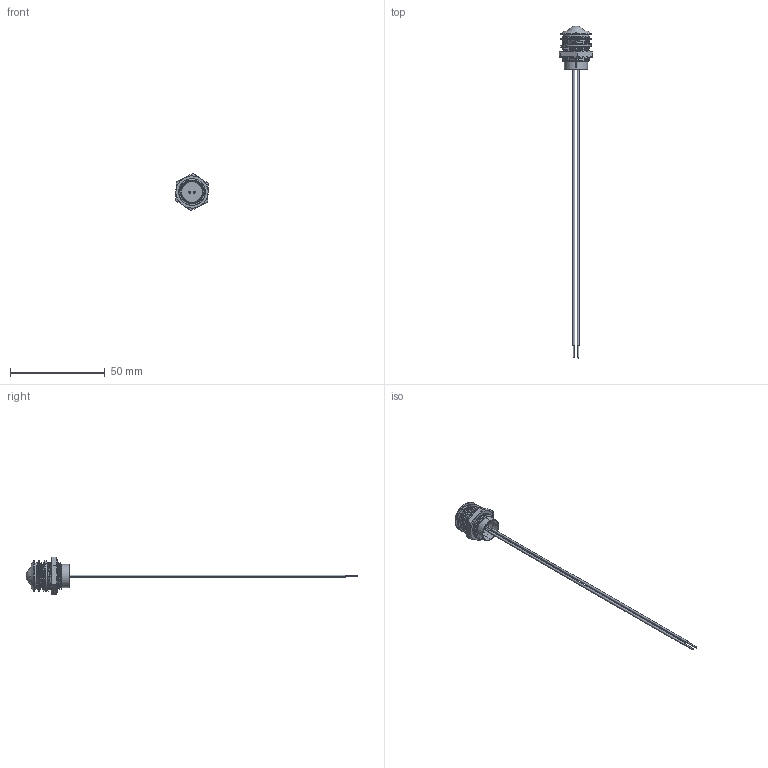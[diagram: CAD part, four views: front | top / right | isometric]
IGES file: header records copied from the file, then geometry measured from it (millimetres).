
Start section: SolidWorks IGES file using analytic representation for surfaces
Global section: file name: CL-1.IGS; native system: SolidWorks 2018; preprocessor: SolidWorks 2018; author: chwang; date: 190430.112100; units: foot
Bounding box: 17.53 x 175.09 x 19.59 mm (x, y, z)
Surface area: 5011 mm2 (no closed solid volume)
Topology: 0 solids, 0 shells, 128 faces, 2180 edges, 2179 vertices
Faces by surface type: revolution 81, bspline 47
